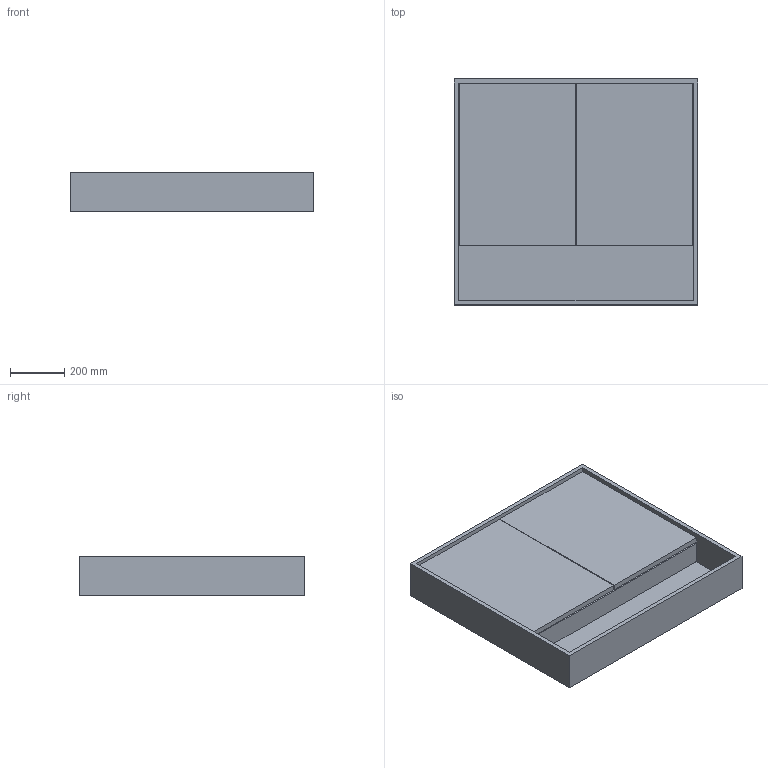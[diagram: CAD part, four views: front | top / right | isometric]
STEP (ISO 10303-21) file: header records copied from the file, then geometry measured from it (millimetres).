
FILE_DESCRIPTION (( 'STEP AP214' ), '1' );
FILE_NAME ('Kado Aspect 835H x 900W 2D with open shelf.STEP', '2022-04-25T23:58:40', ( '' ), ( '' ), 'SwSTEP 2.0', 'SolidWorks 2018', '' );
FILE_SCHEMA (( 'AUTOMOTIVE_DESIGN' ));
Length unit declared in the file: millimetre
Products named in the file (1): Kado Aspect 835H x 900W 2D with open shelf
Bounding box: 900 x 835 x 145 mm (x, y, z)
Volume: 30466600 mm3; surface area: 3722194.4 mm2
Topology: 4 solids, 4 shells, 38 faces, 84 edges, 56 vertices
Faces by surface type: plane 38
Entity records: 1115 total; most frequent: CARTESIAN_POINT 179, ORIENTED_EDGE 168, DIRECTION 162, EDGE_CURVE 84, VECTOR 84, LINE 84, VERTEX_POINT 56, EDGE_LOOP 42
